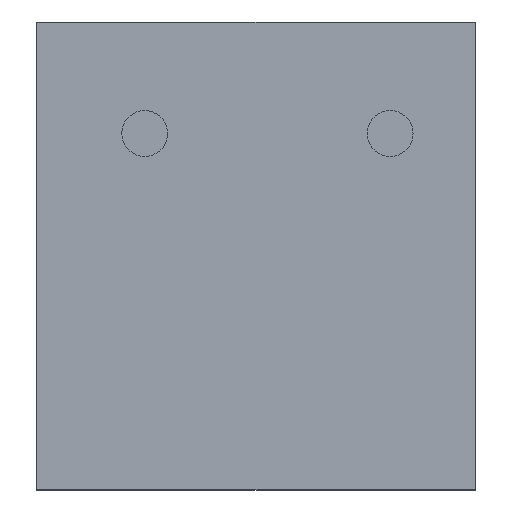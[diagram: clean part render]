
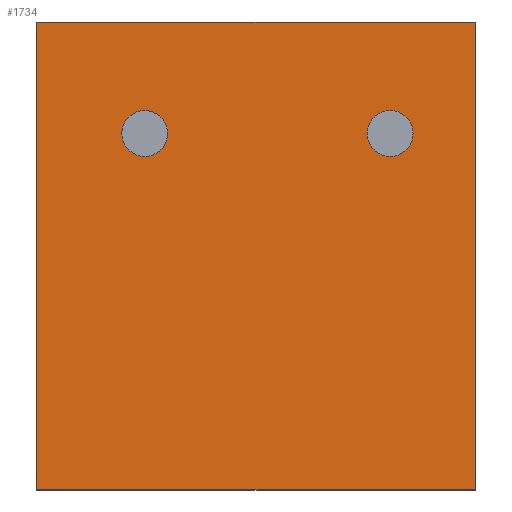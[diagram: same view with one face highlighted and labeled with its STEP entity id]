
A CAD part, top view. The second image highlights one B-rep face of the part: STEP entity #1734.
In plain terms, the highlighted planar face has unit normal (0, 0, 1).
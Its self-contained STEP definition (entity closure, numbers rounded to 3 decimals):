
#1654=AXIS2_PLACEMENT_3D('Plane Axis2P3D',#1651,#1652,#1653) ;
#1664=AXIS2_PLACEMENT_3D('Circle Axis2P3D',#1662,#1663,$) ;
#1673=AXIS2_PLACEMENT_3D('Circle Axis2P3D',#1671,#1672,$) ;
#320=CARTESIAN_POINT('Vertex',(26.8,28.55,35.)) ;
#358=CARTESIAN_POINT('Vertex',(0.,28.55,35.)) ;
#361=CARTESIAN_POINT('Line Origine',(13.4,28.55,35.)) ;
#387=CARTESIAN_POINT('Line Origine',(26.8,14.275,35.)) ;
#391=CARTESIAN_POINT('Vertex',(26.8,0.,35.)) ;
#412=CARTESIAN_POINT('Line Origine',(13.4,0.,35.)) ;
#416=CARTESIAN_POINT('Vertex',(0.,0.,35.)) ;
#757=CARTESIAN_POINT('Line Origine',(0.,14.275,35.)) ;
#1651=CARTESIAN_POINT('Axis2P3D Location',(0.,0.,35.)) ;
#1662=CARTESIAN_POINT('Axis2P3D Location',(21.6,21.736,35.)) ;
#1666=CARTESIAN_POINT('Vertex',(20.2,21.736,35.)) ;
#1668=CARTESIAN_POINT('Vertex',(23.,21.736,35.)) ;
#1671=CARTESIAN_POINT('Axis2P3D Location',(21.6,21.736,35.)) ;
#1681=CARTESIAN_POINT('Control Point',(8.,21.736,35.)) ;
#1682=CARTESIAN_POINT('Control Point',(8.,21.91,35.)) ;
#1683=CARTESIAN_POINT('Control Point',(7.973,22.084,35.)) ;
#1684=CARTESIAN_POINT('Control Point',(7.919,22.252,35.)) ;
#1685=CARTESIAN_POINT('Control Point',(7.761,22.566,35.)) ;
#1686=CARTESIAN_POINT('Control Point',(7.514,22.818,35.)) ;
#1687=CARTESIAN_POINT('Control Point',(7.372,22.923,35.)) ;
#1688=CARTESIAN_POINT('Control Point',(7.061,23.087,35.)) ;
#1689=CARTESIAN_POINT('Control Point',(6.714,23.148,35.)) ;
#1690=CARTESIAN_POINT('Control Point',(6.537,23.151,35.)) ;
#1691=CARTESIAN_POINT('Control Point',(6.189,23.102,35.)) ;
#1692=CARTESIAN_POINT('Control Point',(5.871,22.951,35.)) ;
#1693=CARTESIAN_POINT('Control Point',(5.726,22.85,35.)) ;
#1694=CARTESIAN_POINT('Control Point',(5.47,22.608,35.)) ;
#1695=CARTESIAN_POINT('Control Point',(5.301,22.3,35.)) ;
#1696=CARTESIAN_POINT('Control Point',(5.241,22.133,35.)) ;
#1697=CARTESIAN_POINT('Control Point',(5.205,21.95,35.)) ;
#1698=CARTESIAN_POINT('Control Point',(5.2,21.767,35.)) ;
#1699=CARTESIAN_POINT('Control Point',(5.2,21.756,35.)) ;
#1700=CARTESIAN_POINT('Control Point',(5.2,21.746,35.)) ;
#1701=CARTESIAN_POINT('Control Point',(5.2,21.736,35.)) ;
#1702=CARTESIAN_POINT('Vertex',(8.,21.736,35.)) ;
#1704=CARTESIAN_POINT('Vertex',(5.2,21.736,35.)) ;
#1708=CARTESIAN_POINT('Control Point',(5.2,21.736,35.)) ;
#1709=CARTESIAN_POINT('Control Point',(5.2,21.562,35.)) ;
#1710=CARTESIAN_POINT('Control Point',(5.227,21.388,35.)) ;
#1711=CARTESIAN_POINT('Control Point',(5.281,21.22,35.)) ;
#1712=CARTESIAN_POINT('Control Point',(5.439,20.906,35.)) ;
#1713=CARTESIAN_POINT('Control Point',(5.686,20.654,35.)) ;
#1714=CARTESIAN_POINT('Control Point',(5.828,20.549,35.)) ;
#1715=CARTESIAN_POINT('Control Point',(6.139,20.385,35.)) ;
#1716=CARTESIAN_POINT('Control Point',(6.486,20.324,35.)) ;
#1717=CARTESIAN_POINT('Control Point',(6.663,20.321,35.)) ;
#1718=CARTESIAN_POINT('Control Point',(7.011,20.37,35.)) ;
#1719=CARTESIAN_POINT('Control Point',(7.329,20.522,35.)) ;
#1720=CARTESIAN_POINT('Control Point',(7.474,20.622,35.)) ;
#1721=CARTESIAN_POINT('Control Point',(7.73,20.864,35.)) ;
#1722=CARTESIAN_POINT('Control Point',(7.899,21.172,35.)) ;
#1723=CARTESIAN_POINT('Control Point',(7.959,21.339,35.)) ;
#1724=CARTESIAN_POINT('Control Point',(7.995,21.522,35.)) ;
#1725=CARTESIAN_POINT('Control Point',(8.,21.706,35.)) ;
#1726=CARTESIAN_POINT('Control Point',(8.,21.716,35.)) ;
#1727=CARTESIAN_POINT('Control Point',(8.,21.726,35.)) ;
#1728=CARTESIAN_POINT('Control Point',(8.,21.736,35.)) ;
#362=DIRECTION('Vector Direction',(1.,0.,0.)) ;
#388=DIRECTION('Vector Direction',(0.,1.,0.)) ;
#413=DIRECTION('Vector Direction',(1.,0.,0.)) ;
#758=DIRECTION('Vector Direction',(0.,1.,0.)) ;
#1652=DIRECTION('Axis2P3D Direction',(0.,0.,-1.)) ;
#1653=DIRECTION('Axis2P3D XDirection',(0.,1.,0.)) ;
#1663=DIRECTION('Axis2P3D Direction',(0.,0.,-1.)) ;
#1672=DIRECTION('Axis2P3D Direction',(0.,0.,-1.)) ;
#363=VECTOR('Line Direction',#362,1.) ;
#389=VECTOR('Line Direction',#388,1.) ;
#414=VECTOR('Line Direction',#413,1.) ;
#759=VECTOR('Line Direction',#758,1.) ;
#1657=ORIENTED_EDGE('',*,*,#393,.T.) ;
#1658=ORIENTED_EDGE('',*,*,#365,.F.) ;
#1659=ORIENTED_EDGE('',*,*,#761,.F.) ;
#1660=ORIENTED_EDGE('',*,*,#418,.T.) ;
#1677=ORIENTED_EDGE('',*,*,#1670,.F.) ;
#1678=ORIENTED_EDGE('',*,*,#1675,.F.) ;
#1731=ORIENTED_EDGE('',*,*,#1706,.F.) ;
#1732=ORIENTED_EDGE('',*,*,#1729,.F.) ;
#1679=FACE_BOUND('',#1676,.T.) ;
#1733=FACE_BOUND('',#1730,.T.) ;
#1734=ADVANCED_FACE('HOUSING',(#1661,#1679,#1733),#1655,.F.) ;
#1680=B_SPLINE_CURVE_WITH_KNOTS('',5,(#1681,#1682,#1683,#1684,#1685,#1686,#1687,#1688,#1689,#1690,#1691,#1692,#1693,#1694,#1695,#1696,#1697,#1698,#1699,#1700,#1701),.UNSPECIFIED.,.F.,.U.,(6,3,3,3,3,3,6),(0.,1.234,2.469,3.703,4.938,6.172,6.244),.UNSPECIFIED.) ;
#1707=B_SPLINE_CURVE_WITH_KNOTS('',5,(#1708,#1709,#1710,#1711,#1712,#1713,#1714,#1715,#1716,#1717,#1718,#1719,#1720,#1721,#1722,#1723,#1724,#1725,#1726,#1727,#1728),.UNSPECIFIED.,.F.,.U.,(6,3,3,3,3,3,6),(0.,1.234,2.469,3.703,4.938,6.172,6.244),.UNSPECIFIED.) ;
#1665=CIRCLE('generated circle',#1664,1.4) ;
#1674=CIRCLE('generated circle',#1673,1.4) ;
#365=EDGE_CURVE('',#359,#321,#364,.T.) ;
#393=EDGE_CURVE('',#392,#321,#390,.T.) ;
#418=EDGE_CURVE('',#417,#392,#415,.T.) ;
#761=EDGE_CURVE('',#417,#359,#760,.T.) ;
#1670=EDGE_CURVE('',#1667,#1669,#1665,.F.) ;
#1675=EDGE_CURVE('',#1669,#1667,#1674,.F.) ;
#1706=EDGE_CURVE('',#1703,#1705,#1680,.T.) ;
#1729=EDGE_CURVE('',#1705,#1703,#1707,.T.) ;
#1656=EDGE_LOOP('',(#1657,#1658,#1659,#1660)) ;
#1676=EDGE_LOOP('',(#1677,#1678)) ;
#1730=EDGE_LOOP('',(#1731,#1732)) ;
#1661=FACE_OUTER_BOUND('',#1656,.T.) ;
#364=LINE('Line',#361,#363) ;
#390=LINE('Line',#387,#389) ;
#415=LINE('Line',#412,#414) ;
#760=LINE('Line',#757,#759) ;
#1655=PLANE('',#1654) ;
#321=VERTEX_POINT('',#320) ;
#359=VERTEX_POINT('',#358) ;
#392=VERTEX_POINT('',#391) ;
#417=VERTEX_POINT('',#416) ;
#1667=VERTEX_POINT('',#1666) ;
#1669=VERTEX_POINT('',#1668) ;
#1703=VERTEX_POINT('',#1702) ;
#1705=VERTEX_POINT('',#1704) ;
